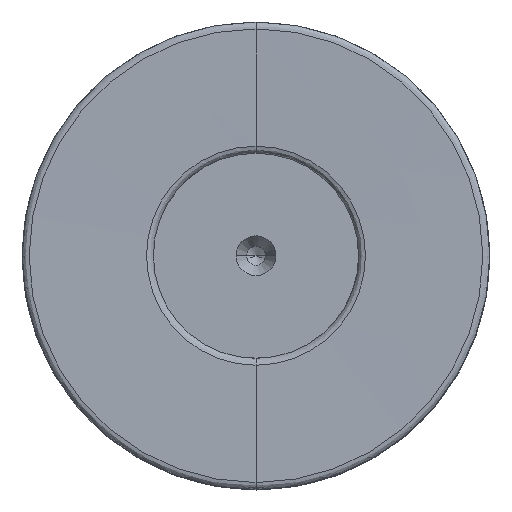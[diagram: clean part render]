
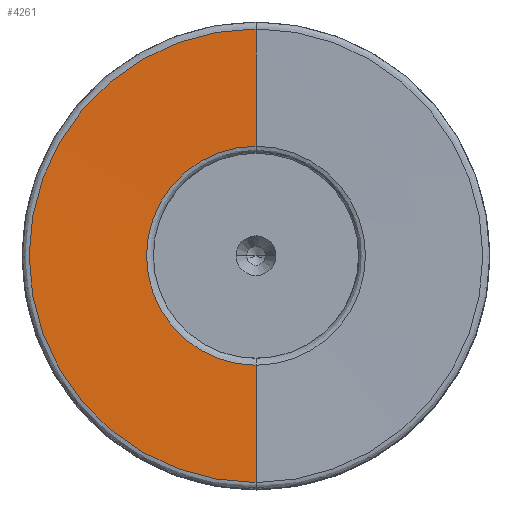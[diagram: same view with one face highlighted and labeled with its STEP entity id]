
A CAD part, top view. The second image highlights one B-rep face of the part: STEP entity #4261.
In plain terms, the highlighted conical face has half-angle 89.329 degrees and reference radius 17.95 mm.
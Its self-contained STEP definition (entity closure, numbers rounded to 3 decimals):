
#3844=CARTESIAN_POINT('',(0.,0.,74.978));
#3845=DIRECTION('',(0.,0.,1.));
#3846=DIRECTION('',(0.,1.,0.));
#3847=AXIS2_PLACEMENT_3D('',#3844,#3845,#3846);
#3849=DIRECTION('',(0.,-1.,-0.012));
#3850=VECTOR('',#3849,12.528);
#3851=CARTESIAN_POINT('',(0.,24.213,74.978));
#3852=LINE('',#3851,#3850);
#3858=DIRECTION('',(0.,1.,-0.012));
#3859=VECTOR('',#3858,12.528);
#3860=CARTESIAN_POINT('',(0.,-24.213,74.978));
#3861=LINE('',#3860,#3859);
#4215=CARTESIAN_POINT('',(0.,0.,74.831));
#4216=DIRECTION('',(0.,0.,1.));
#4217=DIRECTION('',(0.,1.,0.));
#4218=AXIS2_PLACEMENT_3D('',#4215,#4216,#4217);
#4220=CARTESIAN_POINT('',(0.,24.213,74.978));
#4221=CARTESIAN_POINT('',(0.,11.686,74.831));
#4222=VERTEX_POINT('',#4220);
#4223=VERTEX_POINT('',#4221);
#4233=CARTESIAN_POINT('',(0.,-24.213,74.978));
#4234=CARTESIAN_POINT('',(0.,-11.686,74.831));
#4235=VERTEX_POINT('',#4233);
#4236=VERTEX_POINT('',#4234);
#4246=CARTESIAN_POINT('',(0.,0.,74.904));
#4247=DIRECTION('',(0.,0.,1.));
#4248=DIRECTION('',(0.,1.,0.));
#4249=AXIS2_PLACEMENT_3D('',#4246,#4247,#4248);
#4250=CONICAL_SURFACE('',#4249,17.95,89.329);
#4252=ORIENTED_EDGE('',*,*,#4251,.T.);
#4254=ORIENTED_EDGE('',*,*,#4253,.T.);
#4256=ORIENTED_EDGE('',*,*,#4255,.F.);
#4258=ORIENTED_EDGE('',*,*,#4257,.F.);
#4259=EDGE_LOOP('',(#4252,#4254,#4256,#4258));
#4260=FACE_OUTER_BOUND('',#4259,.F.);
#4261=ADVANCED_FACE('',(#4260),#4250,.F.);
#3848=CIRCLE('',#3847,24.213);
#4219=CIRCLE('',#4218,11.686);
#4251=EDGE_CURVE('',#4222,#4223,#3852,.T.);
#4253=EDGE_CURVE('',#4223,#4236,#4219,.T.);
#4255=EDGE_CURVE('',#4235,#4236,#3861,.T.);
#4257=EDGE_CURVE('',#4222,#4235,#3848,.T.);
